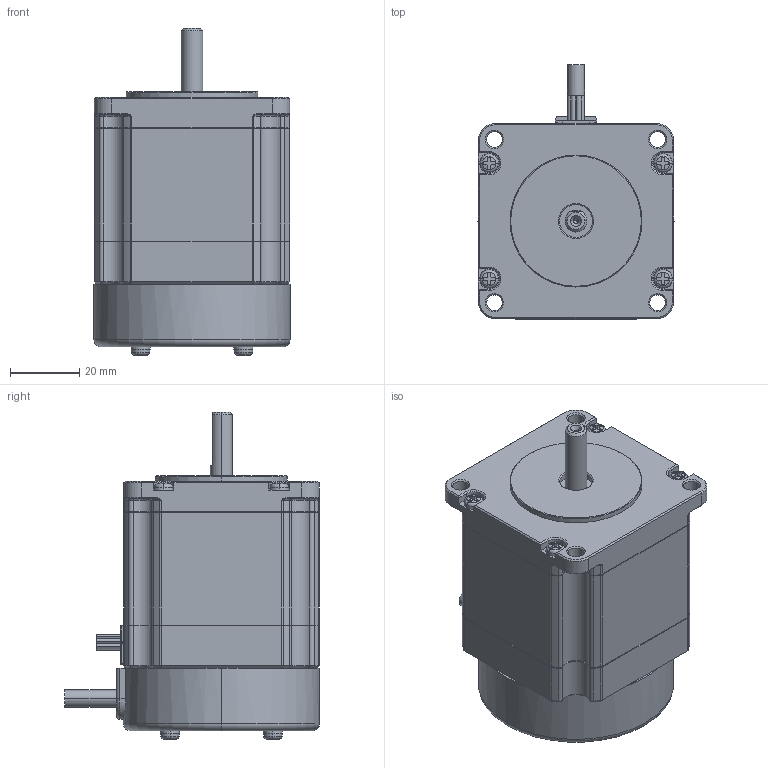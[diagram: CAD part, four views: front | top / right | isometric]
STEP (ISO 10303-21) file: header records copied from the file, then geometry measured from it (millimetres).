
FILE_DESCRIPTION(('Creo Elements/Direct Modeling STEP Export'),'2;1');
FILE_NAME('TS3643N202.stp','2014-09-10T16:55:46',(''),(''),'Creo Elements/Direct Modeling STEP processor for AP203 (Solid Model)','Creo Elements/Direct Modeling 17.0F 20-Aug-2012 (C) Parametric Technology GmbH','');
FILE_SCHEMA(('CONFIG_CONTROL_DESIGN'));
Length unit declared in the file: millimetre
Products named in the file (1): Skin_Group1
Bounding box: 56.6 x 73.6 x 94.65 mm (x, y, z)
Volume: 205284.3 mm3; surface area: 22850.9 mm2
Topology: 1 solids, 1 shells, 608 faces, 1516 edges, 924 vertices
Faces by surface type: cylinder 212, plane 177, cone 138, torus 47, sphere 18, bspline 16
Entity records: 18288 total; most frequent: CARTESIAN_POINT 3452, DIRECTION 3100, ORIENTED_EDGE 3000, EDGE_CURVE 1500, AXIS2_PLACEMENT_3D 1208, VERTEX_POINT 924, VECTOR 684, LINE 684
